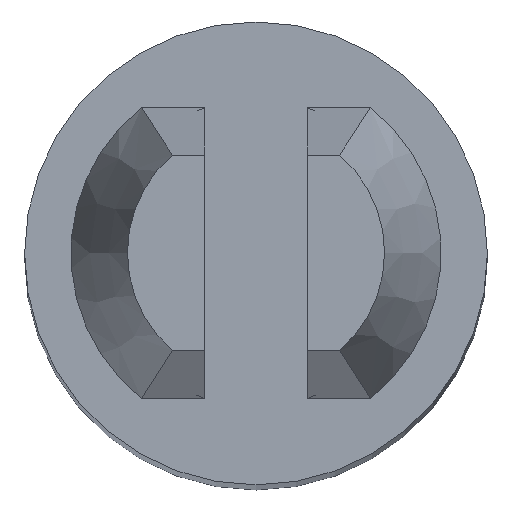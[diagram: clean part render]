
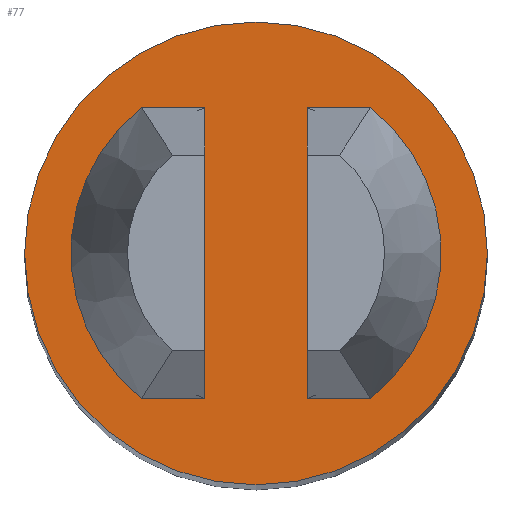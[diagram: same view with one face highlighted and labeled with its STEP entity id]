
A CAD part, top view. The second image highlights one B-rep face of the part: STEP entity #77.
In plain terms, the highlighted planar face has unit normal (0, 0, 1).
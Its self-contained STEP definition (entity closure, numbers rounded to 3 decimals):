
#77 = ADVANCED_FACE( '', ( #159, #160, #161 ), #162, .F. );
#159 = FACE_BOUND( '', #246, .T. );
#160 = FACE_BOUND( '', #247, .T. );
#161 = FACE_OUTER_BOUND( '', #248, .T. );
#162 = PLANE( '', #249 );
#246 = EDGE_LOOP( '', ( #402, #403 ) );
#247 = EDGE_LOOP( '', ( #404, #405 ) );
#248 = EDGE_LOOP( '', ( #406 ) );
#249 = AXIS2_PLACEMENT_3D( '', #407, #408, #409 );
#402 = ORIENTED_EDGE( '', *, *, #516, .T. );
#403 = ORIENTED_EDGE( '', *, *, #547, .T. );
#404 = ORIENTED_EDGE( '', *, *, #548, .T. );
#405 = ORIENTED_EDGE( '', *, *, #504, .F. );
#406 = ORIENTED_EDGE( '', *, *, #489, .F. );
#407 = CARTESIAN_POINT( '', ( -1.5, 0., 14.3 ) );
#408 = DIRECTION( '', ( 0., 0., -1. ) );
#409 = DIRECTION( '', ( -1., 0., 0. ) );
#489 = EDGE_CURVE( '', #567, #567, #568, .T. );
#504 = EDGE_CURVE( '', #592, #594, #595, .T. );
#516 = EDGE_CURVE( '', #615, #613, #616, .T. );
#547 = EDGE_CURVE( '', #613, #615, #658, .T. );
#548 = EDGE_CURVE( '', #592, #594, #659, .T. );
#567 = VERTEX_POINT( '', #678 );
#568 = CIRCLE( '', #679, 2.25 );
#592 = VERTEX_POINT( '', #714 );
#594 = VERTEX_POINT( '', #717 );
#595 = LINE( '', #718, #719 );
#613 = VERTEX_POINT( '', #759 );
#615 = VERTEX_POINT( '', #762 );
#616 = LINE( '', #763, #764 );
#658 = CIRCLE( '', #841, 1.5 );
#659 = CIRCLE( '', #842, 1.5 );
#678 = CARTESIAN_POINT( '', ( -2.25, 0., 14.3 ) );
#679 = AXIS2_PLACEMENT_3D( '', #861, #862, #863 );
#714 = CARTESIAN_POINT( '', ( -0.5, -1.414, 14.3 ) );
#717 = CARTESIAN_POINT( '', ( -0.5, 1.414, 14.3 ) );
#718 = CARTESIAN_POINT( '', ( -0.5, -2.25, 14.3 ) );
#719 = VECTOR( '', #876, 1000. );
#759 = CARTESIAN_POINT( '', ( 0.5, 1.414, 14.3 ) );
#762 = CARTESIAN_POINT( '', ( 0.5, -1.414, 14.3 ) );
#763 = CARTESIAN_POINT( '', ( 0.5, -2.25, 14.3 ) );
#764 = VECTOR( '', #882, 1000. );
#841 = AXIS2_PLACEMENT_3D( '', #909, #910, #911 );
#842 = AXIS2_PLACEMENT_3D( '', #912, #913, #914 );
#861 = CARTESIAN_POINT( '', ( 0., 0., 14.3 ) );
#862 = DIRECTION( '', ( 0., 0., -1. ) );
#863 = DIRECTION( '', ( -1., 0., 0. ) );
#876 = DIRECTION( '', ( 0., 1., 0. ) );
#882 = DIRECTION( '', ( 0., 1., 0. ) );
#909 = CARTESIAN_POINT( '', ( 0., 0., 14.3 ) );
#910 = DIRECTION( '', ( 0., 0., -1. ) );
#911 = DIRECTION( '', ( -1., 0., 0. ) );
#912 = CARTESIAN_POINT( '', ( 0., 0., 14.3 ) );
#913 = DIRECTION( '', ( 0., 0., -1. ) );
#914 = DIRECTION( '', ( -1., 0., 0. ) );
